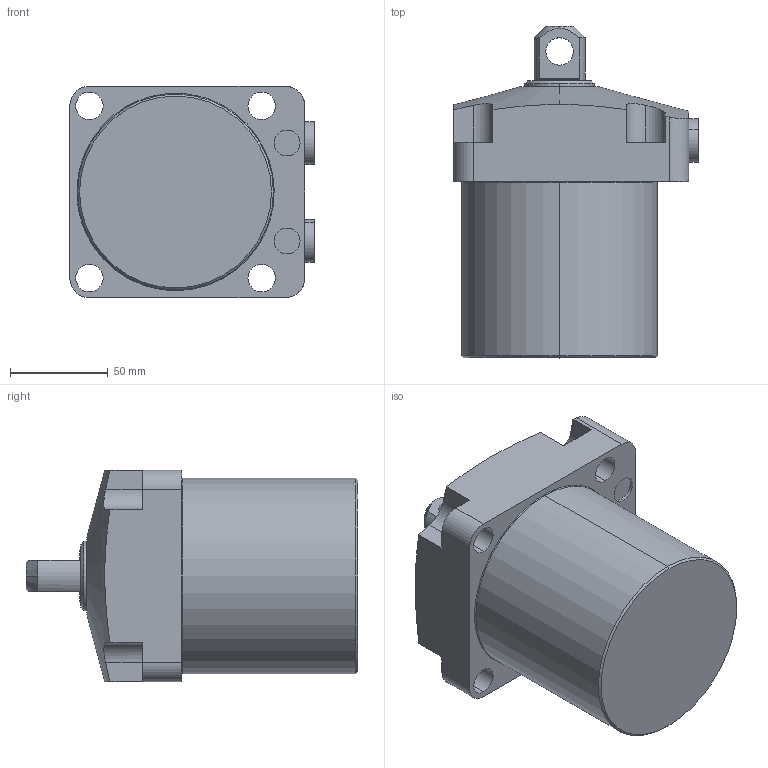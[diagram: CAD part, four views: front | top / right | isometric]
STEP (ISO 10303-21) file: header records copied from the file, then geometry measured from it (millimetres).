
FILE_DESCRIPTION (( 'STEP AP203' ), '1' );
FILE_NAME ('CNA25-60P.STEP', '2019-09-21T07:25:30', ( '微软用户' ), ( '微软中国' ), 'SwSTEP 2.0', 'SolidWorks 2012', '' );
FILE_SCHEMA (( 'CONFIG_CONTROL_DESIGN' ));
Length unit declared in the file: millimetre
Products named in the file (4): CNA25-60P; CNA25-60P_PLUG; CNA25-60P_ROD; CNA25-60P_BODY
Assembly tree (4 placements, depth 2):
  CNA25-60P
    CNA25-60P_BODY
    CNA25-60P_ROD
    CNA25-60P_PLUG  x2
Bounding box: 124.8 x 169.5 x 108 mm (x, y, z)
Volume: 1219852.8 mm3; surface area: 97804.8 mm2
Topology: 4 solids, 4 shells, 136 faces, 317 edges, 204 vertices
Faces by surface type: cylinder 57, plane 55, cone 20, bspline 4
Entity records: 4269 total; most frequent: CARTESIAN_POINT 1096, DIRECTION 597, ORIENTED_EDGE 550, EDGE_CURVE 275, AXIS2_PLACEMENT_3D 236, VERTEX_POINT 178, EDGE_LOOP 139, VECTOR 125
